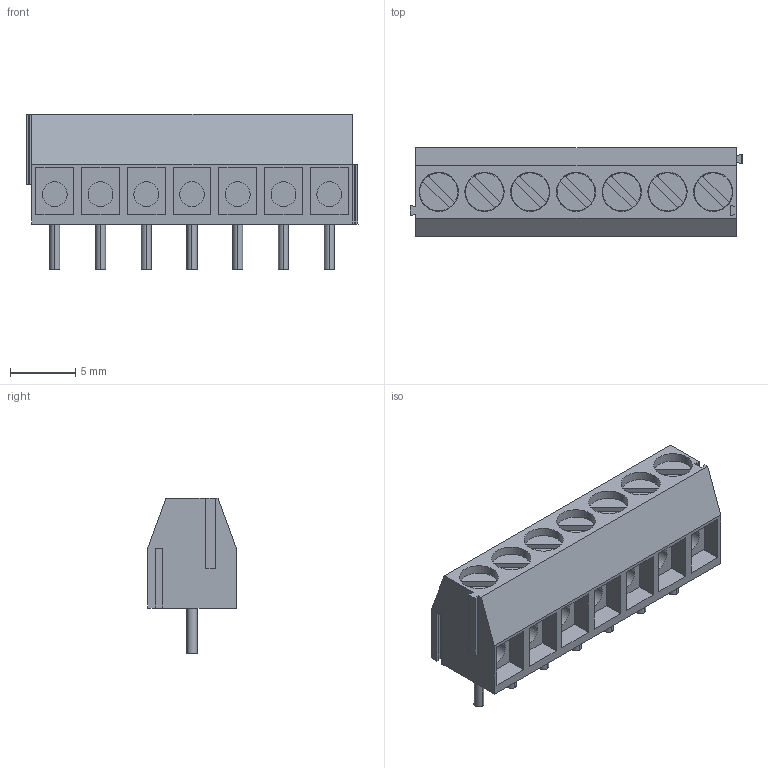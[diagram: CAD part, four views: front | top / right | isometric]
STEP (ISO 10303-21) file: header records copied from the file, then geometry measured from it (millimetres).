
FILE_DESCRIPTION(('CATIA V5 STEP Exchange','CAx-IF Rec.Pracs.--- Model Styling and Organization---1.4--- 2014-01-23'),'2;1');
FILE_NAME ('022479-2_0', '2021-07-22T09:37:33+00:00', ('none'), ('Weidmueller'), 'CATIA Version 5-6 Release 2016 SP3 HF44', 'CATIA V5 STEP AP214', 'none');
FILE_SCHEMA(('AUTOMOTIVE_DESIGN { 1 0 10303 214 1 1 1 1 }'));
Length unit declared in the file: millimetre
Products named in the file (1): 1811230000
Bounding box: 25.4 x 6.8 x 11.9 mm (x, y, z)
Volume: 1108.1 mm3; surface area: 1669.3 mm2
Topology: 22 solids, 22 shells, 256 faces, 594 edges, 396 vertices
Faces by surface type: plane 200, cylinder 56
Entity records: 7338 total; most frequent: CARTESIAN_POINT 1230, ORIENTED_EDGE 1188, DIRECTION 1072, EDGE_CURVE 594, VECTOR 454, LINE 454, VERTEX_POINT 396, AXIS2_PLACEMENT_3D 380
